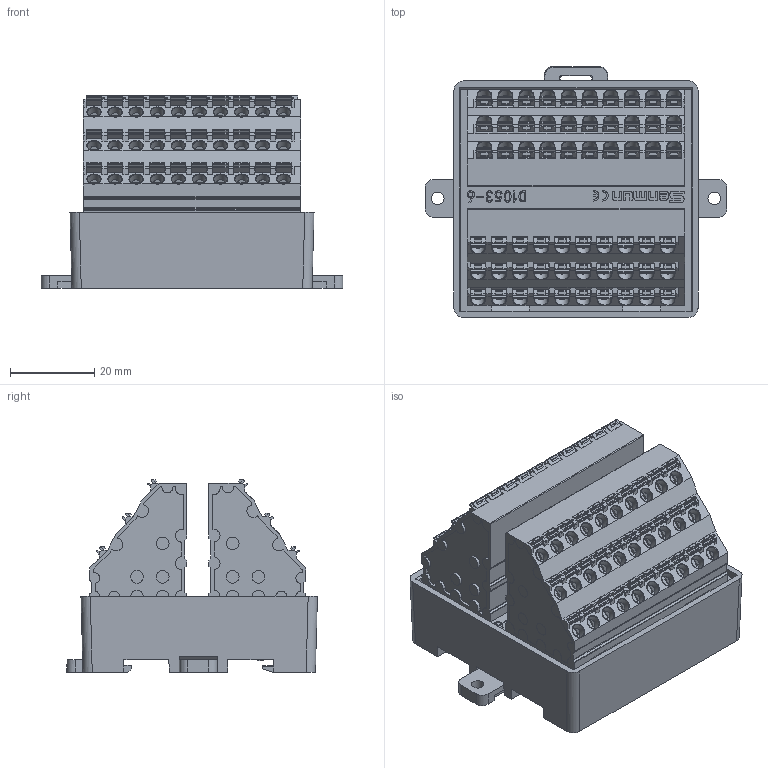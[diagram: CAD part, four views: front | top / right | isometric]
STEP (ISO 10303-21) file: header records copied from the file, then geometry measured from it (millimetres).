
FILE_DESCRIPTION(/* description */ (''),/* implementation_level */ '2;1');
FILE_NAME(/* name */ 'D1053-6E.stp',/* time_stamp */ '2024-08-09T16:45:56+08:00',/* author */ (''),/* organization */ (''),/* preprocessor_version */ 'ST-DEVELOPER v14',/* originating_system */ 'SIEMENS PLM Software NX 8.0',/* authorisation */ '');
FILE_SCHEMA (('AUTOMOTIVE_DESIGN { 1 0 10303 214 3 1 1 1 }'));
Products named in the file (1): D1053-6E 3D_stp
Bounding box: 71.6 x 59.51 x 45.68 mm (x, y, z)
Volume: 96080.7 mm3; surface area: 24500.4 mm2
Topology: 3 solids, 8 shells, 2954 faces, 8549 edges, 5720 vertices
Faces by surface type: plane 2153, cylinder 573, revolution 120, extrusion 102, cone 4, bspline 2
Full cylindrical faces by diameter (mm): 2.999 x12, 3 x2, 3.199 x60
Entity records: 101548 total; most frequent: CARTESIAN_POINT 24584, ORIENTED_EDGE 16808, DIRECTION 14400, EDGE_CURVE 8404, VECTOR 5778, LINE 5676, VERTEX_POINT 5652, AXIS2_PLACEMENT_3D 4251
